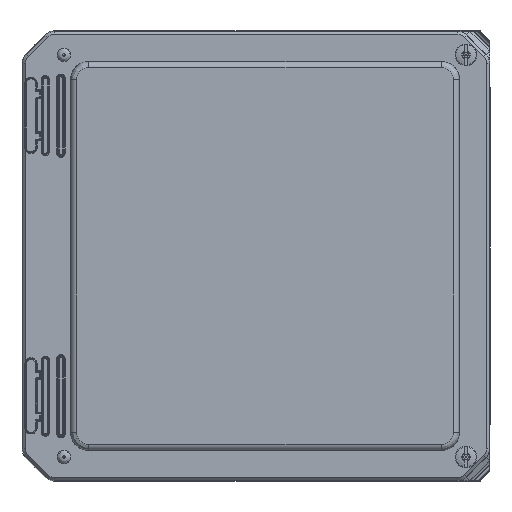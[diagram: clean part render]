
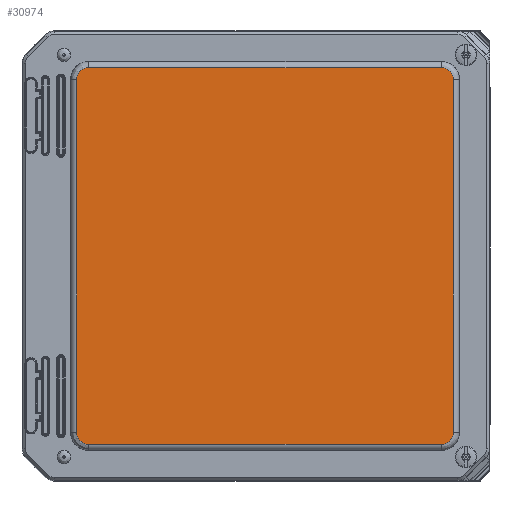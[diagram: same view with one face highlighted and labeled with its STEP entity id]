
A CAD part, top view. The second image highlights one B-rep face of the part: STEP entity #30974.
In plain terms, the highlighted face is planar.
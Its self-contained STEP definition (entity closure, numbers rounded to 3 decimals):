
#952=ELLIPSE($,#34343,0.25,0.25);
#955=ELLIPSE($,#34347,0.25,0.25);
#956=ELLIPSE($,#34353,0.25,0.25);
#959=ELLIPSE($,#34357,0.25,0.25);
#4346=LINE($,#71953,#6481);
#4348=LINE($,#72113,#6483);
#4351=LINE($,#72120,#6486);
#4353=LINE($,#72276,#6488);
#6481=VECTOR($,#42881,7.36);
#6483=VECTOR($,#42901,7.362);
#6486=VECTOR($,#42908,7.362);
#6488=VECTOR($,#42924,7.36);
#7319=PLANE($,#34363);
#9215=FACE_OUTER_BOUND($,#11257,.T.);
#11257=EDGE_LOOP($,(#27958,#27959,#27960,#27961,#27962,#27963,#27964,#27965));
#15138=VERTEX_POINT($,#71950);
#15139=VERTEX_POINT($,#71952);
#15142=VERTEX_POINT($,#72028);
#15143=VERTEX_POINT($,#72104);
#15146=VERTEX_POINT($,#72111);
#15147=VERTEX_POINT($,#72116);
#15150=VERTEX_POINT($,#72202);
#15151=VERTEX_POINT($,#72269);
#19457=EDGE_CURVE($,#15138,#15139,#4346,.T.);
#19461=EDGE_CURVE($,#15142,#15138,#952,.T.);
#19465=EDGE_CURVE($,#15139,#15143,#955,.T.);
#19467=EDGE_CURVE($,#15146,#15142,#4348,.T.);
#19471=EDGE_CURVE($,#15143,#15147,#4351,.T.);
#19473=EDGE_CURVE($,#15150,#15146,#956,.T.);
#19477=EDGE_CURVE($,#15147,#15151,#959,.T.);
#19479=EDGE_CURVE($,#15151,#15150,#4353,.T.);
#27958=ORIENTED_EDGE($,*,*,#19457,.F.);
#27959=ORIENTED_EDGE($,*,*,#19461,.F.);
#27960=ORIENTED_EDGE($,*,*,#19467,.F.);
#27961=ORIENTED_EDGE($,*,*,#19473,.F.);
#27962=ORIENTED_EDGE($,*,*,#19479,.F.);
#27963=ORIENTED_EDGE($,*,*,#19477,.F.);
#27964=ORIENTED_EDGE($,*,*,#19471,.F.);
#27965=ORIENTED_EDGE($,*,*,#19465,.F.);
#30974=ADVANCED_FACE($,(#9215),#7319,.F.);
#34343=AXIS2_PLACEMENT_3D($,#72030,#42887,#42888);
#34347=AXIS2_PLACEMENT_3D($,#72108,#42895,#42896);
#34353=AXIS2_PLACEMENT_3D($,#72204,#42911,#42912);
#34357=AXIS2_PLACEMENT_3D($,#72273,#42919,#42920);
#34363=AXIS2_PLACEMENT_3D($,#72286,#42938,#42939);
#42881=DIRECTION($,(1.,0.,0.));
#42887=DIRECTION('center_axis',(0.,0.,1.));
#42888=DIRECTION('ref_axis',(-0.707,-0.707,0.));
#42895=DIRECTION('center_axis',(0.,0.,1.));
#42896=DIRECTION('ref_axis',(0.707,-0.707,0.));
#42901=DIRECTION($,(0.,-1.,0.));
#42908=DIRECTION($,(0.,1.,0.));
#42911=DIRECTION('center_axis',(0.,0.,1.));
#42912=DIRECTION('ref_axis',(-0.707,0.707,0.));
#42919=DIRECTION('center_axis',(0.,0.,1.));
#42920=DIRECTION('ref_axis',(0.707,0.707,0.));
#42924=DIRECTION($,(-1.,0.,0.));
#42938=DIRECTION('center_axis',(0.,0.,1.));
#42939=DIRECTION('ref_axis',(1.,0.,0.));
#71950=CARTESIAN_POINT('',(-3.492,-3.931,0.));
#71952=CARTESIAN_POINT('',(3.867,-3.931,0.));
#71953=CARTESIAN_POINT($,(-3.492,-3.931,0.));
#72028=CARTESIAN_POINT('',(-3.742,-3.681,0.));
#72030=CARTESIAN_POINT('Origin',(-3.492,-3.681,0.));
#72104=CARTESIAN_POINT('',(4.117,-3.681,0.));
#72108=CARTESIAN_POINT('Origin',(3.867,-3.681,0.));
#72111=CARTESIAN_POINT('',(-3.742,3.681,0.));
#72113=CARTESIAN_POINT($,(-3.742,3.681,0.));
#72116=CARTESIAN_POINT('',(4.117,3.681,0.));
#72120=CARTESIAN_POINT($,(4.117,-3.681,0.));
#72202=CARTESIAN_POINT('',(-3.492,3.931,0.));
#72204=CARTESIAN_POINT('Origin',(-3.492,3.681,0.));
#72269=CARTESIAN_POINT('',(3.867,3.931,0.));
#72273=CARTESIAN_POINT('Origin',(3.867,3.681,0.));
#72276=CARTESIAN_POINT($,(3.867,3.931,0.));
#72286=CARTESIAN_POINT('Origin',(0.188,0.,0.));
